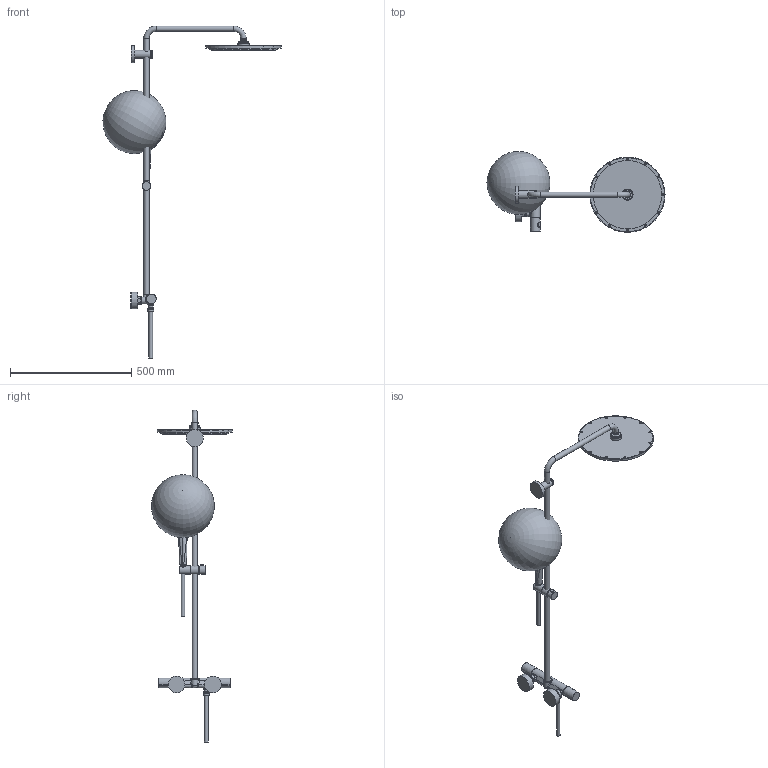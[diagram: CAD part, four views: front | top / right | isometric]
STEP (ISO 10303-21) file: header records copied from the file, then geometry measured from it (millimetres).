
FILE_DESCRIPTION(/* description */ ('Unknown'),/* implementation_level */ '2;1');
FILE_NAME(/* name */ '26075000',/* time_stamp */ '2022-08-29T08:11:09+02:00',/* author */ ('Unknown'),/* organization */ ('GROHE AG'),/* preprocessor_version */ 'ST-DEVELOPER v16.7',/* originating_system */ 'DEX',/* authorisation */ $);
FILE_SCHEMA (('AUTOMOTIVE_DESIGN {1 0 10303 214 3 1 1}'));
Products named in the file (15): 26075000; 26075000_0; 26075000_1; 26075000_2; 081107 GTM1000C Handles Update02; 081107 GTM1000C Handles Update02_0; 26075000_3; 26075000_4; 26075000_5; id362; 071012_FamilyHSH_D_Jets5L_Lob; 071108_Family_HSH_FaceEco_E_Lob; 100209 Headshower 310mm Bottom; face1
Assembly tree (14 placements, depth 2):
  26075000
    26075000
    26075000_0
    26075000_1
    26075000_2
    081107 GTM1000C Handles Update02
    081107 GTM1000C Handles Update02_0
    26075000_3
    26075000_4
    26075000_5
    id362
    071012_FamilyHSH_D_Jets5L_Lob
    071108_Family_HSH_FaceEco_E_Lob
    100209 Headshower 310mm Bottom
    face1
Bounding box: 734.13 x 332.89 x 1368.88 mm (x, y, z)
Volume: 1444307.6 mm3; surface area: 841391.4 mm2
Topology: 10 solids, 340 shells, 927 faces, 2208 edges, 1620 vertices
Faces by surface type: cylinder 351, plane 301, bspline 161, torus 99, cone 10, sphere 5
Full cylindrical faces by diameter (mm): 3 x87, 4 x207, 14 x1, 15 x2, 18 x1, 18.2 x1, 19.9 x1, 20.9 x2, 20.96 x1, 21.8 x1, 22 x2, 23 x3, 23.5 x1, 26.6 x1, 27 x2, 31.2 x1, 31.3 x1, 33.4 x2, 36 x3, 40 x2, 43 x1, 46 x1, 70 x2, 71 x1, 103 x1, 305.8 x1, 310 x1
Entity records: 45992 total; most frequent: CARTESIAN_POINT 26553, DIRECTION 2674, ORIENTED_EDGE 2507, EDGE_CURVE 1517, FACE_BOUND 1303, EDGE_LOOP 1302, VERTEX_POINT 1293, AXIS2_PLACEMENT_3D 1239
